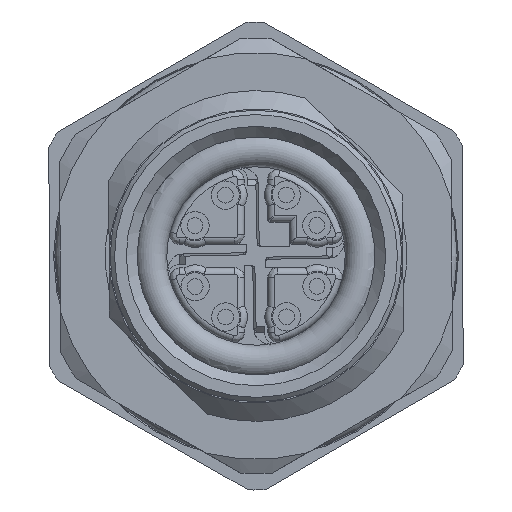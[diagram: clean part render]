
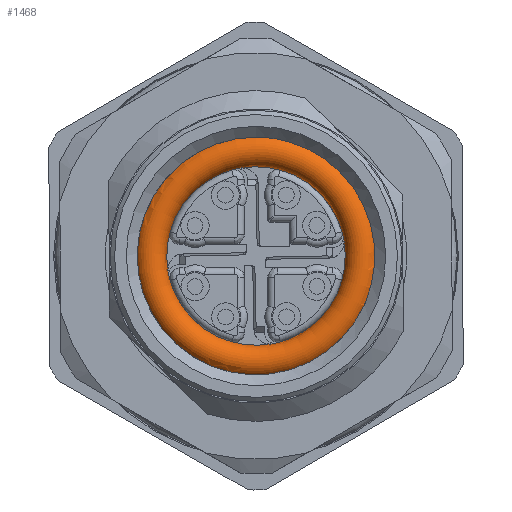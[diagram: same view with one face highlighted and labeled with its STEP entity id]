
A CAD part, front view. The second image highlights one B-rep face of the part: STEP entity #1468.
In plain terms, the highlighted toroidal (fillet/blend) face has major radius 4.85 mm and minor radius 0.75 mm.
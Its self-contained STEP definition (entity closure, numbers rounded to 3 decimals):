
#92=TOROIDAL_SURFACE('',#6174,4.85,0.75);
#1152=FACE_BOUND('',#2283,.T.);
#1153=FACE_BOUND('',#2284,.T.);
#1468=ADVANCED_FACE('',(#1152,#1153),#92,.T.);
#2283=EDGE_LOOP('',(#3672,#3673,#3674,#3675,#3676,#3677,#3678,#3679));
#2284=EDGE_LOOP('',(#3680));
#3672=ORIENTED_EDGE('',*,*,#5129,.F.);
#3673=ORIENTED_EDGE('',*,*,#5128,.F.);
#3674=ORIENTED_EDGE('',*,*,#5127,.F.);
#3675=ORIENTED_EDGE('',*,*,#5126,.F.);
#3676=ORIENTED_EDGE('',*,*,#5125,.F.);
#3677=ORIENTED_EDGE('',*,*,#5124,.F.);
#3678=ORIENTED_EDGE('',*,*,#5123,.F.);
#3679=ORIENTED_EDGE('',*,*,#5122,.F.);
#3680=ORIENTED_EDGE('',*,*,#5130,.T.);
#4346=VERTEX_POINT('',#10974);
#4348=VERTEX_POINT('',#10980);
#4354=VERTEX_POINT('',#11004);
#4356=VERTEX_POINT('',#11010);
#4362=VERTEX_POINT('',#11034);
#4364=VERTEX_POINT('',#11040);
#4370=VERTEX_POINT('',#11069);
#4371=VERTEX_POINT('',#11073);
#4372=VERTEX_POINT('',#11093);
#5122=EDGE_CURVE('',#4370,#4346,#5548,.T.);
#5123=EDGE_CURVE('',#4346,#4348,#5549,.T.);
#5124=EDGE_CURVE('',#4348,#4354,#5550,.T.);
#5125=EDGE_CURVE('',#4354,#4356,#5551,.T.);
#5126=EDGE_CURVE('',#4356,#4362,#5552,.T.);
#5127=EDGE_CURVE('',#4362,#4364,#5553,.T.);
#5128=EDGE_CURVE('',#4364,#4371,#5554,.T.);
#5129=EDGE_CURVE('',#4371,#4370,#5555,.T.);
#5130=EDGE_CURVE('',#4372,#4372,#5556,.T.);
#5548=CIRCLE('',#6157,4.1);
#5549=CIRCLE('',#6159,4.1);
#5550=CIRCLE('',#6161,4.1);
#5551=CIRCLE('',#6163,4.1);
#5552=CIRCLE('',#6165,4.1);
#5553=CIRCLE('',#6167,4.1);
#5554=CIRCLE('',#6169,4.1);
#5555=CIRCLE('',#6171,4.1);
#5556=CIRCLE('',#6173,5.46);
#6157=AXIS2_PLACEMENT_3D('',#11076,#7656,#7657);
#6159=AXIS2_PLACEMENT_3D('',#11078,#7660,#7661);
#6161=AXIS2_PLACEMENT_3D('',#11080,#7664,#7665);
#6163=AXIS2_PLACEMENT_3D('',#11082,#7668,#7669);
#6165=AXIS2_PLACEMENT_3D('',#11084,#7672,#7673);
#6167=AXIS2_PLACEMENT_3D('',#11086,#7676,#7677);
#6169=AXIS2_PLACEMENT_3D('',#11088,#7680,#7681);
#6171=AXIS2_PLACEMENT_3D('',#11090,#7684,#7685);
#6173=AXIS2_PLACEMENT_3D('',#11092,#7688,#7689);
#6174=AXIS2_PLACEMENT_3D('',#11094,#7690,#7691);
#7656=DIRECTION('',(0.,-1.,0.));
#7657=DIRECTION('',(1.,0.,0.));
#7660=DIRECTION('',(0.,-1.,0.));
#7661=DIRECTION('',(1.,0.,0.));
#7664=DIRECTION('',(0.,-1.,0.));
#7665=DIRECTION('',(1.,0.,0.));
#7668=DIRECTION('',(0.,-1.,0.));
#7669=DIRECTION('',(1.,0.,0.));
#7672=DIRECTION('',(0.,-1.,0.));
#7673=DIRECTION('',(1.,0.,0.));
#7676=DIRECTION('',(0.,-1.,0.));
#7677=DIRECTION('',(1.,0.,0.));
#7680=DIRECTION('',(0.,-1.,0.));
#7681=DIRECTION('',(1.,0.,0.));
#7684=DIRECTION('',(0.,-1.,0.));
#7685=DIRECTION('',(1.,0.,0.));
#7688=DIRECTION('',(0.,-1.,0.));
#7689=DIRECTION('',(0.,0.,1.));
#7690=DIRECTION('',(0.,-1.,0.));
#7691=DIRECTION('',(0.705,0.,0.709));
#10974=CARTESIAN_POINT('',(45.967,43.4,-0.739));
#10980=CARTESIAN_POINT('',(48.902,43.4,-3.95));
#11004=CARTESIAN_POINT('',(50.739,43.4,-4.033));
#11010=CARTESIAN_POINT('',(53.95,43.4,-1.098));
#11034=CARTESIAN_POINT('',(54.033,43.4,0.739));
#11040=CARTESIAN_POINT('',(51.098,43.4,3.95));
#11069=CARTESIAN_POINT('',(46.05,43.4,1.098));
#11073=CARTESIAN_POINT('',(49.261,43.4,4.033));
#11076=CARTESIAN_POINT('',(50.,43.4,0.));
#11078=CARTESIAN_POINT('',(50.,43.4,0.));
#11080=CARTESIAN_POINT('',(50.,43.4,0.));
#11082=CARTESIAN_POINT('',(50.,43.4,0.));
#11084=CARTESIAN_POINT('',(50.,43.4,0.));
#11086=CARTESIAN_POINT('',(50.,43.4,0.));
#11088=CARTESIAN_POINT('',(50.,43.4,0.));
#11090=CARTESIAN_POINT('',(50.,43.4,0.));
#11092=CARTESIAN_POINT('',(50.,42.964,0.));
#11093=CARTESIAN_POINT('',(50.,42.964,5.46));
#11094=CARTESIAN_POINT('',(50.,43.4,0.));
